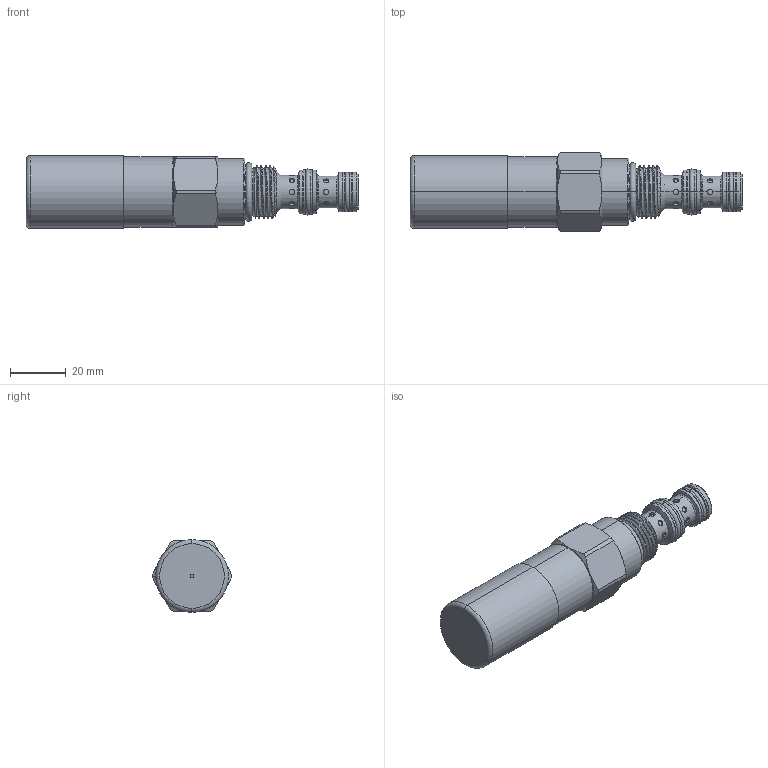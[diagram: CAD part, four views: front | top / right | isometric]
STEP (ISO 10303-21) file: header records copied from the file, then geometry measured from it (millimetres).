
FILE_DESCRIPTION (( 'STEP AP203' ), '1' );
FILE_NAME ('PD08W32-C.STEP', '2024-06-04T02:38:34', ( '' ), ( '' ), 'SwSTEP 2.0', 'SolidWorks 2018', '' );
FILE_SCHEMA (( 'CONFIG_CONTROL_DESIGN' ));
Length unit declared in the file: millimetre
Products named in the file (1): PD08W32-C
Bounding box: 119.65 x 28.57 x 26.2 mm (x, y, z)
Volume: 48364.5 mm3; surface area: 10612.4 mm2
Topology: 1 solids, 1 shells, 195 faces, 422 edges, 262 vertices
Faces by surface type: cylinder 119, cone 34, plane 29, torus 12, bspline 1
Entity records: 8016 total; most frequent: CARTESIAN_POINT 3801, DIRECTION 860, ORIENTED_EDGE 844, EDGE_CURVE 422, AXIS2_PLACEMENT_3D 363, VERTEX_POINT 262, EDGE_LOOP 228, FACE_OUTER_BOUND 195
